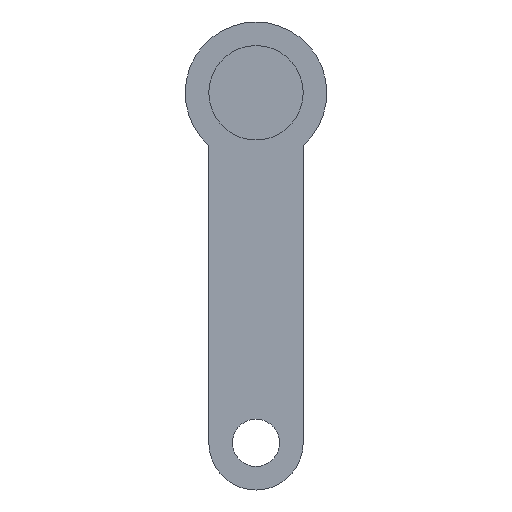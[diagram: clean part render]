
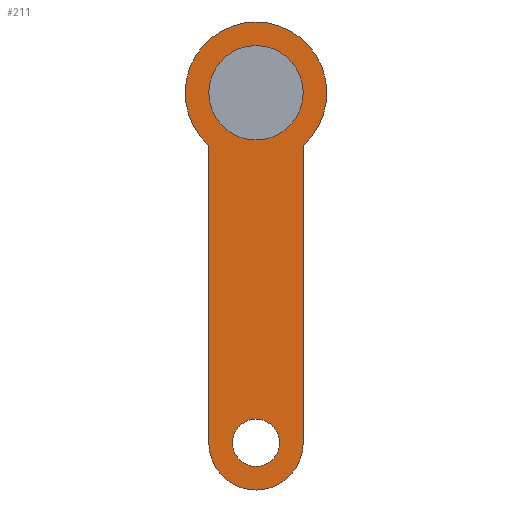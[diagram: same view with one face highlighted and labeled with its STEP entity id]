
A CAD part, front view. The second image highlights one B-rep face of the part: STEP entity #211.
In plain terms, the highlighted planar face has unit normal (0, -1, 0).
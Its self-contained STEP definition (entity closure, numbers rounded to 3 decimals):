
#9 = EDGE_LOOP ( 'NONE', ( #373, #270, #34, #171, #135 ) ) ;
#14 = CARTESIAN_POINT ( 'NONE',  ( 39.688, 0., -44.372 ) ) ;
#17 = CARTESIAN_POINT ( 'NONE',  ( 0., 0., -314.216 ) ) ;
#19 = DIRECTION ( 'NONE',  ( 0., 0., 1. ) ) ;
#20 = EDGE_CURVE ( 'NONE', #174, #426, #117, .T. ) ;
#31 = DIRECTION ( 'NONE',  ( 0., 0., 1. ) ) ;
#34 = ORIENTED_EDGE ( 'NONE', *, *, #98, .F. ) ;
#39 = ORIENTED_EDGE ( 'NONE', *, *, #384, .T. ) ;
#42 = CIRCLE ( 'NONE', #411, 59.531 ) ;
#52 = AXIS2_PLACEMENT_3D ( 'NONE', #388, #90, #121 ) ;
#57 = FACE_OUTER_BOUND ( 'NONE', #9, .T. ) ;
#60 = CARTESIAN_POINT ( 'NONE',  ( 0., 0., -334.059 ) ) ;
#67 = DIRECTION ( 'NONE',  ( 0., 0., 1. ) ) ;
#68 = CIRCLE ( 'NONE', #405, 19.844 ) ;
#70 = EDGE_LOOP ( 'NONE', ( #313, #138 ) ) ;
#79 = DIRECTION ( 'NONE',  ( 0., -1., 0. ) ) ;
#81 = CARTESIAN_POINT ( 'NONE',  ( 0., 0., -294.372 ) ) ;
#86 = CARTESIAN_POINT ( 'NONE',  ( 0., 0., 39.688 ) ) ;
#90 = DIRECTION ( 'NONE',  ( 0., -1., 0. ) ) ;
#98 = EDGE_CURVE ( 'NONE', #170, #426, #383, .T. ) ;
#113 = CARTESIAN_POINT ( 'NONE',  ( 0., 0., 0. ) ) ;
#115 = CARTESIAN_POINT ( 'NONE',  ( 0., 0., -294.372 ) ) ;
#116 = VECTOR ( 'NONE', #143, 1000. ) ;
#117 = LINE ( 'NONE', #357, #246 ) ;
#121 = DIRECTION ( 'NONE',  ( 0., 0., -1. ) ) ;
#123 = CIRCLE ( 'NONE', #252, 39.687 ) ;
#132 = VERTEX_POINT ( 'NONE', #17 ) ;
#133 = DIRECTION ( 'NONE',  ( 0., 1., 0. ) ) ;
#135 = ORIENTED_EDGE ( 'NONE', *, *, #308, .F. ) ;
#138 = ORIENTED_EDGE ( 'NONE', *, *, #203, .F. ) ;
#139 = VERTEX_POINT ( 'NONE', #86 ) ;
#143 = DIRECTION ( 'NONE',  ( 0., 0., -1. ) ) ;
#149 = DIRECTION ( 'NONE',  ( 0., 0., -1. ) ) ;
#162 = FACE_BOUND ( 'NONE', #403, .T. ) ;
#170 = VERTEX_POINT ( 'NONE', #60 ) ;
#171 = ORIENTED_EDGE ( 'NONE', *, *, #224, .F. ) ;
#173 = CIRCLE ( 'NONE', #180, 39.688 ) ;
#174 = VERTEX_POINT ( 'NONE', #267 ) ;
#179 = CARTESIAN_POINT ( 'NONE',  ( 39.688, 0., -294.372 ) ) ;
#180 = AXIS2_PLACEMENT_3D ( 'NONE', #344, #79, #346 ) ;
#190 = FACE_BOUND ( 'NONE', #70, .T. ) ;
#195 = CARTESIAN_POINT ( 'NONE',  ( 0., 0., -39.688 ) ) ;
#196 = CARTESIAN_POINT ( 'NONE',  ( -39.688, 0., -294.372 ) ) ;
#203 = EDGE_CURVE ( 'NONE', #272, #139, #350, .T. ) ;
#210 = DIRECTION ( 'NONE',  ( 0., 1., 0. ) ) ;
#211 = ADVANCED_FACE ( 'NONE', ( #190, #57, #162 ), #226, .F. ) ;
#213 = CIRCLE ( 'NONE', #347, 19.844 ) ;
#215 = DIRECTION ( 'NONE',  ( 0., 1., 0. ) ) ;
#224 = EDGE_CURVE ( 'NONE', #374, #170, #123, .T. ) ;
#226 = PLANE ( 'NONE',  #291 ) ;
#234 = CARTESIAN_POINT ( 'NONE',  ( 0., 0., -294.372 ) ) ;
#241 = AXIS2_PLACEMENT_3D ( 'NONE', #389, #354, #19 ) ;
#246 = VECTOR ( 'NONE', #149, 1000. ) ;
#248 = DIRECTION ( 'NONE',  ( 0., 1., 0. ) ) ;
#252 = AXIS2_PLACEMENT_3D ( 'NONE', #234, #331, #31 ) ;
#267 = CARTESIAN_POINT ( 'NONE',  ( -39.688, 0., -44.372 ) ) ;
#268 = DIRECTION ( 'NONE',  ( 0., 0., 1. ) ) ;
#270 = ORIENTED_EDGE ( 'NONE', *, *, #20, .T. ) ;
#272 = VERTEX_POINT ( 'NONE', #195 ) ;
#283 = LINE ( 'NONE', #14, #116 ) ;
#291 = AXIS2_PLACEMENT_3D ( 'NONE', #416, #133, #67 ) ;
#307 = VERTEX_POINT ( 'NONE', #319 ) ;
#308 = EDGE_CURVE ( 'NONE', #307, #374, #283, .T. ) ;
#309 = VERTEX_POINT ( 'NONE', #407 ) ;
#313 = ORIENTED_EDGE ( 'NONE', *, *, #334, .F. ) ;
#319 = CARTESIAN_POINT ( 'NONE',  ( 39.688, 0., -44.372 ) ) ;
#331 = DIRECTION ( 'NONE',  ( 0., 1., 0. ) ) ;
#334 = EDGE_CURVE ( 'NONE', #139, #272, #173, .T. ) ;
#344 = CARTESIAN_POINT ( 'NONE',  ( 0., 0., 0. ) ) ;
#346 = DIRECTION ( 'NONE',  ( 0., 0., -1. ) ) ;
#347 = AXIS2_PLACEMENT_3D ( 'NONE', #115, #210, #382 ) ;
#350 = CIRCLE ( 'NONE', #52, 39.688 ) ;
#354 = DIRECTION ( 'NONE',  ( 0., 1., 0. ) ) ;
#356 = EDGE_CURVE ( 'NONE', #174, #307, #42, .T. ) ;
#357 = CARTESIAN_POINT ( 'NONE',  ( -39.688, 0., -44.372 ) ) ;
#373 = ORIENTED_EDGE ( 'NONE', *, *, #356, .F. ) ;
#374 = VERTEX_POINT ( 'NONE', #179 ) ;
#379 = EDGE_CURVE ( 'NONE', #309, #132, #213, .T. ) ;
#382 = DIRECTION ( 'NONE',  ( 0., 0., 1. ) ) ;
#383 = CIRCLE ( 'NONE', #241, 39.687 ) ;
#384 = EDGE_CURVE ( 'NONE', #132, #309, #68, .T. ) ;
#388 = CARTESIAN_POINT ( 'NONE',  ( 0., 0., 0. ) ) ;
#389 = CARTESIAN_POINT ( 'NONE',  ( 0., 0., -294.372 ) ) ;
#400 = ORIENTED_EDGE ( 'NONE', *, *, #379, .T. ) ;
#403 = EDGE_LOOP ( 'NONE', ( #39, #400 ) ) ;
#405 = AXIS2_PLACEMENT_3D ( 'NONE', #81, #215, #268 ) ;
#407 = CARTESIAN_POINT ( 'NONE',  ( 0., 0., -274.528 ) ) ;
#410 = DIRECTION ( 'NONE',  ( 0., 0., 1. ) ) ;
#411 = AXIS2_PLACEMENT_3D ( 'NONE', #113, #248, #410 ) ;
#416 = CARTESIAN_POINT ( 'NONE',  ( 0., 0., 0. ) ) ;
#426 = VERTEX_POINT ( 'NONE', #196 ) ;
